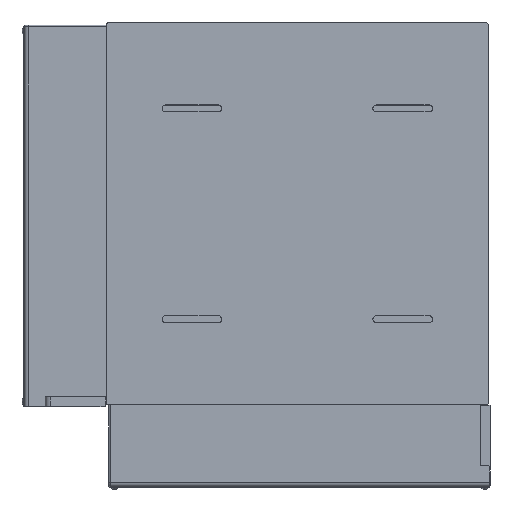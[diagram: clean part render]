
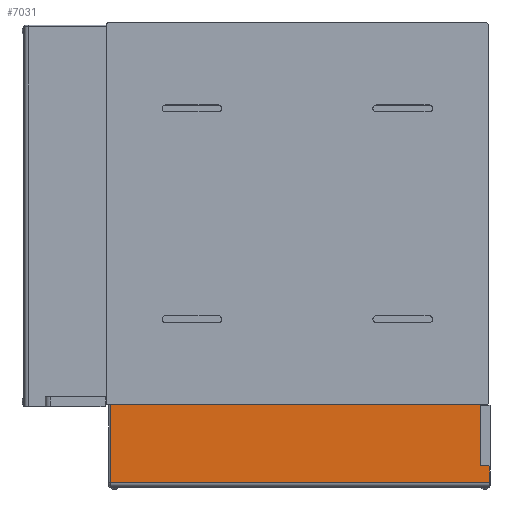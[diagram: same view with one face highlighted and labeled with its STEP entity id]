
A CAD part, front view. The second image highlights one B-rep face of the part: STEP entity #7031.
In plain terms, the highlighted planar face has unit normal (0, -1, 0).
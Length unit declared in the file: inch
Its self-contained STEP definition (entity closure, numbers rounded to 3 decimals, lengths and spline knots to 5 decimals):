
#29 = DIRECTION ( 'NONE',  ( 0., 0., 1. ) ) ;
#582 = VECTOR ( 'NONE', #3703, 39.37008 ) ;
#767 = LINE ( 'NONE', #4932, #10206 ) ;
#783 = CARTESIAN_POINT ( 'NONE',  ( -7.0928, 0.10957, -10.188 ) ) ;
#1560 = LINE ( 'NONE', #5723, #11278 ) ;
#1926 = VERTEX_POINT ( 'NONE', #7638 ) ;
#2015 = CARTESIAN_POINT ( 'NONE',  ( -7.0928, 0.10957, -7.25 ) ) ;
#2252 = DIRECTION ( 'NONE',  ( 0., 0., 1. ) ) ;
#2924 = CARTESIAN_POINT ( 'NONE',  ( -10.72274, 0.10957, -10.188 ) ) ;
#3147 = EDGE_CURVE ( 'NONE', #1926, #7623, #8890, .T. ) ;
#3225 = DIRECTION ( 'NONE',  ( 0., 1., 0. ) ) ;
#3229 = VERTEX_POINT ( 'NONE', #6972 ) ;
#3703 = DIRECTION ( 'NONE',  ( 0., 0., 1. ) ) ;
#4244 = FACE_OUTER_BOUND ( 'NONE', #7727, .T. ) ;
#4295 = VECTOR ( 'NONE', #7081, 39.37008 ) ;
#4819 = EDGE_CURVE ( 'NONE', #11894, #10186, #12248, .T. ) ;
#4932 = CARTESIAN_POINT ( 'NONE',  ( 7.298, 0.10957, -9.5625 ) ) ;
#4950 = DIRECTION ( 'NONE',  ( 0., 0., 1. ) ) ;
#5224 = LINE ( 'NONE', #9384, #10648 ) ;
#5317 = EDGE_CURVE ( 'NONE', #10186, #6236, #5224, .T. ) ;
#5623 = EDGE_CURVE ( 'NONE', #6236, #3229, #767, .T. ) ;
#5667 = VECTOR ( 'NONE', #4950, 39.37008 ) ;
#5723 = CARTESIAN_POINT ( 'NONE',  ( -10.72274, 0.10957, -7.25 ) ) ;
#6236 = VERTEX_POINT ( 'NONE', #8792 ) ;
#6517 = VERTEX_POINT ( 'NONE', #2015 ) ;
#6972 = CARTESIAN_POINT ( 'NONE',  ( 6.938, 0.10957, -9.5625 ) ) ;
#7031 = ADVANCED_FACE ( 'NONE', ( #4244 ), #8405, .F. ) ;
#7081 = DIRECTION ( 'NONE',  ( 1., 0., 0. ) ) ;
#7390 = DIRECTION ( 'NONE',  ( -1., 0., 0. ) ) ;
#7448 = LINE ( 'NONE', #11605, #12576 ) ;
#7623 = VERTEX_POINT ( 'NONE', #8035 ) ;
#7638 = CARTESIAN_POINT ( 'NONE',  ( 6.938, 0.10957, -7.2655 ) ) ;
#7727 = EDGE_LOOP ( 'NONE', ( #9225, #9256, #9366, #9657, #9811, #9940, #10266 ) ) ;
#7954 = CARTESIAN_POINT ( 'NONE',  ( 7.298, 0.10957, -10.188 ) ) ;
#8035 = CARTESIAN_POINT ( 'NONE',  ( 6.938, 0.10957, -7.25 ) ) ;
#8405 = PLANE ( 'NONE',  #10471 ) ;
#8792 = CARTESIAN_POINT ( 'NONE',  ( 7.298, 0.10957, -9.5625 ) ) ;
#8835 = EDGE_CURVE ( 'NONE', #6517, #7623, #1560, .T. ) ;
#8890 = LINE ( 'NONE', #13012, #582 ) ;
#9103 = DIRECTION ( 'NONE',  ( -1., 0., 0. ) ) ;
#9225 = ORIENTED_EDGE ( 'NONE', *, *, #4819, .T. ) ;
#9256 = ORIENTED_EDGE ( 'NONE', *, *, #5317, .T. ) ;
#9366 = ORIENTED_EDGE ( 'NONE', *, *, #5623, .T. ) ;
#9384 = CARTESIAN_POINT ( 'NONE',  ( 7.298, 0.10957, -10.188 ) ) ;
#9511 = EDGE_CURVE ( 'NONE', #3229, #1926, #7448, .T. ) ;
#9657 = ORIENTED_EDGE ( 'NONE', *, *, #9511, .T. ) ;
#9811 = ORIENTED_EDGE ( 'NONE', *, *, #3147, .T. ) ;
#9885 = DIRECTION ( 'NONE',  ( 1., 0., 0. ) ) ;
#9940 = ORIENTED_EDGE ( 'NONE', *, *, #8835, .F. ) ;
#10145 = LINE ( 'NONE', #783, #5667 ) ;
#10186 = VERTEX_POINT ( 'NONE', #7954 ) ;
#10206 = VECTOR ( 'NONE', #9103, 39.37008 ) ;
#10257 = EDGE_CURVE ( 'NONE', #11894, #6517, #10145, .T. ) ;
#10266 = ORIENTED_EDGE ( 'NONE', *, *, #10257, .F. ) ;
#10471 = AXIS2_PLACEMENT_3D ( 'NONE', #12544, #3225, #7390 ) ;
#10648 = VECTOR ( 'NONE', #29, 39.37008 ) ;
#11278 = VECTOR ( 'NONE', #9885, 39.37008 ) ;
#11605 = CARTESIAN_POINT ( 'NONE',  ( 6.938, 0.10957, -10.188 ) ) ;
#11894 = VERTEX_POINT ( 'NONE', #12051 ) ;
#12051 = CARTESIAN_POINT ( 'NONE',  ( -7.0928, 0.10957, -10.188 ) ) ;
#12248 = LINE ( 'NONE', #2924, #4295 ) ;
#12544 = CARTESIAN_POINT ( 'NONE',  ( -10.72274, 0.10957, -10.188 ) ) ;
#12576 = VECTOR ( 'NONE', #2252, 39.37008 ) ;
#13012 = CARTESIAN_POINT ( 'NONE',  ( 6.938, 0.10957, -10.188 ) ) ;
